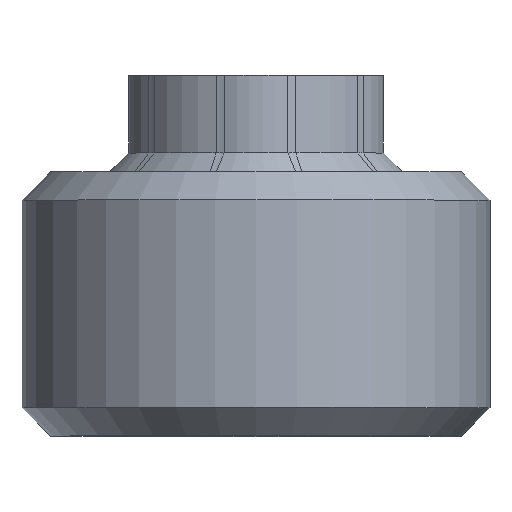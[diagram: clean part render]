
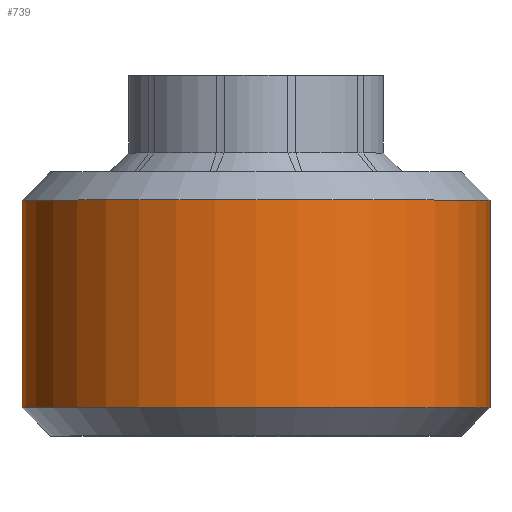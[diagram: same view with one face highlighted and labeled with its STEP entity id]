
A CAD part, top view. The second image highlights one B-rep face of the part: STEP entity #739.
In plain terms, the highlighted cylindrical face has radius 6.2 mm (diameter 12.4 mm), a full revolution.
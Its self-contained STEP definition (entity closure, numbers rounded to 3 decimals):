
#21=CYLINDRICAL_SURFACE('',#804,6.2);
#45=FACE_OUTER_BOUND('',#94,.T.);
#94=EDGE_LOOP('',(#491,#492,#493,#494));
#146=LINE('',#1209,#192);
#192=VECTOR('',#929,6.2);
#238=CIRCLE('',#803,6.2);
#239=CIRCLE('',#805,6.2);
#306=VERTEX_POINT('',#1204);
#307=VERTEX_POINT('',#1208);
#375=EDGE_CURVE('',#306,#306,#238,.T.);
#376=EDGE_CURVE('',#306,#307,#146,.T.);
#377=EDGE_CURVE('',#307,#307,#239,.T.);
#491=ORIENTED_EDGE('',*,*,#375,.F.);
#492=ORIENTED_EDGE('',*,*,#376,.T.);
#493=ORIENTED_EDGE('',*,*,#377,.F.);
#494=ORIENTED_EDGE('',*,*,#376,.F.);
#739=ADVANCED_FACE('',(#45),#21,.T.);
#803=AXIS2_PLACEMENT_3D('',#1206,#925,#926);
#804=AXIS2_PLACEMENT_3D('',#1207,#927,#928);
#805=AXIS2_PLACEMENT_3D('',#1210,#930,#931);
#925=DIRECTION('center_axis',(0.,-1.,0.));
#926=DIRECTION('ref_axis',(1.,0.,0.));
#927=DIRECTION('center_axis',(0.,-1.,0.));
#928=DIRECTION('ref_axis',(1.,0.,0.));
#929=DIRECTION('',(0.,1.,0.));
#930=DIRECTION('center_axis',(0.,1.,0.));
#931=DIRECTION('ref_axis',(1.,0.,0.));
#1204=CARTESIAN_POINT('',(-6.2,-6.25,22.445));
#1206=CARTESIAN_POINT('Origin',(0.,-6.25,22.445));
#1207=CARTESIAN_POINT('Origin',(0.,0.,22.445));
#1208=CARTESIAN_POINT('',(-6.2,-0.75,22.445));
#1209=CARTESIAN_POINT('',(-6.2,0.,22.445));
#1210=CARTESIAN_POINT('Origin',(0.,-0.75,22.445));
